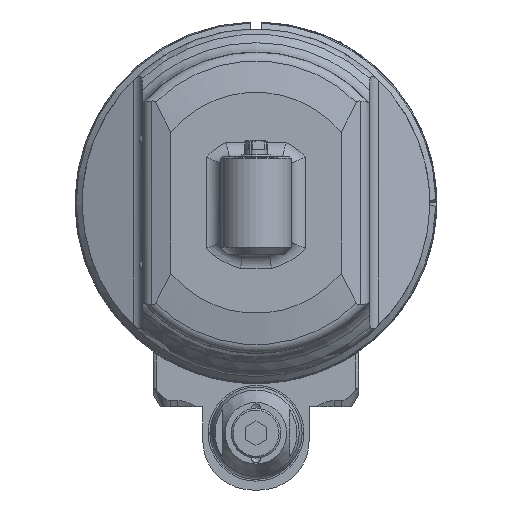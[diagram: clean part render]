
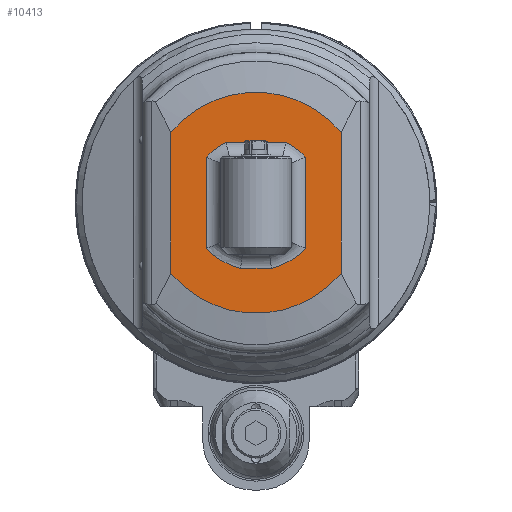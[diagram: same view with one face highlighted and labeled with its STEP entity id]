
A CAD part, front view. The second image highlights one B-rep face of the part: STEP entity #10413.
In plain terms, the highlighted face is planar.
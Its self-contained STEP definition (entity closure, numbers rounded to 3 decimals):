
#257=FACE_BOUND('',#2857,.T.);
#590=LINE('',#15979,#1322);
#591=LINE('',#15983,#1323);
#592=LINE('',#15989,#1324);
#593=LINE('',#15993,#1325);
#594=LINE('',#15996,#1326);
#595=LINE('',#15997,#1327);
#1322=VECTOR('',#12537,39.714);
#1323=VECTOR('',#12540,39.714);
#1324=VECTOR('',#12545,8.66);
#1325=VECTOR('',#12548,25.69);
#1326=VECTOR('',#12551,16.971);
#1327=VECTOR('',#12552,25.69);
#2214=FACE_OUTER_BOUND('',#2856,.T.);
#2856=EDGE_LOOP('',(#6884,#6885,#6886,#6887));
#2857=EDGE_LOOP('',(#6888,#6889,#6890,#6891,#6892,#6893,#6894,#6895));
#3564=CIRCLE('',#11187,19.);
#3565=CIRCLE('',#11189,31.157);
#3566=CIRCLE('',#11190,31.157);
#3567=CIRCLE('',#11191,19.);
#3568=CIRCLE('',#11192,19.);
#3569=CIRCLE('',#11193,19.);
#4197=VERTEX_POINT('',#15945);
#4198=VERTEX_POINT('',#15946);
#4199=VERTEX_POINT('',#15977);
#4200=VERTEX_POINT('',#15978);
#4201=VERTEX_POINT('',#15980);
#4202=VERTEX_POINT('',#15982);
#4203=VERTEX_POINT('',#15985);
#4204=VERTEX_POINT('',#15986);
#4205=VERTEX_POINT('',#15988);
#4206=VERTEX_POINT('',#15990);
#4207=VERTEX_POINT('',#15992);
#4208=VERTEX_POINT('',#15994);
#5248=EDGE_CURVE('',#4197,#4198,#3564,.T.);
#5251=EDGE_CURVE('',#4199,#4200,#590,.T.);
#5252=EDGE_CURVE('',#4199,#4201,#3565,.T.);
#5253=EDGE_CURVE('',#4202,#4201,#591,.T.);
#5254=EDGE_CURVE('',#4202,#4200,#3566,.T.);
#5255=EDGE_CURVE('',#4203,#4204,#3567,.T.);
#5256=EDGE_CURVE('',#4205,#4204,#592,.T.);
#5257=EDGE_CURVE('',#4205,#4206,#3568,.T.);
#5258=EDGE_CURVE('',#4207,#4206,#593,.T.);
#5259=EDGE_CURVE('',#4207,#4208,#3569,.T.);
#5260=EDGE_CURVE('',#4197,#4208,#594,.T.);
#5261=EDGE_CURVE('',#4203,#4198,#595,.T.);
#6884=ORIENTED_EDGE('',*,*,#5251,.F.);
#6885=ORIENTED_EDGE('',*,*,#5252,.T.);
#6886=ORIENTED_EDGE('',*,*,#5253,.F.);
#6887=ORIENTED_EDGE('',*,*,#5254,.T.);
#6888=ORIENTED_EDGE('',*,*,#5255,.T.);
#6889=ORIENTED_EDGE('',*,*,#5256,.F.);
#6890=ORIENTED_EDGE('',*,*,#5257,.T.);
#6891=ORIENTED_EDGE('',*,*,#5258,.F.);
#6892=ORIENTED_EDGE('',*,*,#5259,.T.);
#6893=ORIENTED_EDGE('',*,*,#5260,.F.);
#6894=ORIENTED_EDGE('',*,*,#5248,.T.);
#6895=ORIENTED_EDGE('',*,*,#5261,.F.);
#9911=PLANE('',#11188);
#10413=ADVANCED_FACE('',(#2214,#257),#9911,.F.);
#11187=AXIS2_PLACEMENT_3D('',#15947,#12533,#12534);
#11188=AXIS2_PLACEMENT_3D('',#15976,#12535,#12536);
#11189=AXIS2_PLACEMENT_3D('',#15981,#12538,#12539);
#11190=AXIS2_PLACEMENT_3D('',#15984,#12541,#12542);
#11191=AXIS2_PLACEMENT_3D('',#15987,#12543,#12544);
#11192=AXIS2_PLACEMENT_3D('',#15991,#12546,#12547);
#11193=AXIS2_PLACEMENT_3D('',#15995,#12549,#12550);
#12533=DIRECTION('center_axis',(-1.,0.,0.));
#12534=DIRECTION('ref_axis',(0.,-0.895,0.447));
#12535=DIRECTION('center_axis',(-1.,0.,0.));
#12536=DIRECTION('ref_axis',(0.,1.,0.));
#12537=DIRECTION('',(0.,-1.,0.));
#12538=DIRECTION('center_axis',(1.,0.,0.));
#12539=DIRECTION('ref_axis',(0.,0.637,-0.771));
#12540=DIRECTION('',(0.,1.,0.));
#12541=DIRECTION('center_axis',(1.,0.,0.));
#12542=DIRECTION('ref_axis',(0.,-0.637,0.771));
#12543=DIRECTION('center_axis',(-1.,0.,0.));
#12544=DIRECTION('ref_axis',(0.,0.676,0.737));
#12545=DIRECTION('',(0.,0.,1.));
#12546=DIRECTION('center_axis',(-1.,0.,0.));
#12547=DIRECTION('ref_axis',(0.,0.974,-0.228));
#12548=DIRECTION('',(0.,1.,0.));
#12549=DIRECTION('center_axis',(-1.,0.,0.));
#12550=DIRECTION('ref_axis',(0.,-0.676,-0.737));
#12551=DIRECTION('',(0.,0.,-1.));
#12552=DIRECTION('',(0.,-1.,0.));
#15945=CARTESIAN_POINT('',(81.,-17.,8.485));
#15946=CARTESIAN_POINT('',(81.,-12.845,14.));
#15947=CARTESIAN_POINT('Origin',(81.,0.,0.));
#15976=CARTESIAN_POINT('Origin',(81.,-51.,-44.616));
#15977=CARTESIAN_POINT('',(81.,19.857,-24.01));
#15978=CARTESIAN_POINT('',(81.,-19.857,-24.01));
#15979=CARTESIAN_POINT('',(81.,19.857,-24.01));
#15980=CARTESIAN_POINT('',(81.,19.857,24.01));
#15981=CARTESIAN_POINT('Origin',(81.,0.,0.));
#15982=CARTESIAN_POINT('',(81.,-19.857,24.01));
#15983=CARTESIAN_POINT('',(81.,-19.857,24.01));
#15984=CARTESIAN_POINT('Origin',(81.,0.,0.));
#15985=CARTESIAN_POINT('',(81.,12.845,14.));
#15986=CARTESIAN_POINT('',(81.,18.5,4.33));
#15987=CARTESIAN_POINT('Origin',(81.,0.,0.));
#15988=CARTESIAN_POINT('',(81.,18.5,-4.33));
#15989=CARTESIAN_POINT('',(81.,18.5,-4.33));
#15990=CARTESIAN_POINT('',(81.,12.845,-14.));
#15991=CARTESIAN_POINT('Origin',(81.,0.,0.));
#15992=CARTESIAN_POINT('',(81.,-12.845,-14.));
#15993=CARTESIAN_POINT('',(81.,-12.845,-14.));
#15994=CARTESIAN_POINT('',(81.,-17.,-8.485));
#15995=CARTESIAN_POINT('Origin',(81.,0.,0.));
#15996=CARTESIAN_POINT('',(81.,-17.,8.485));
#15997=CARTESIAN_POINT('',(81.,12.845,14.));
